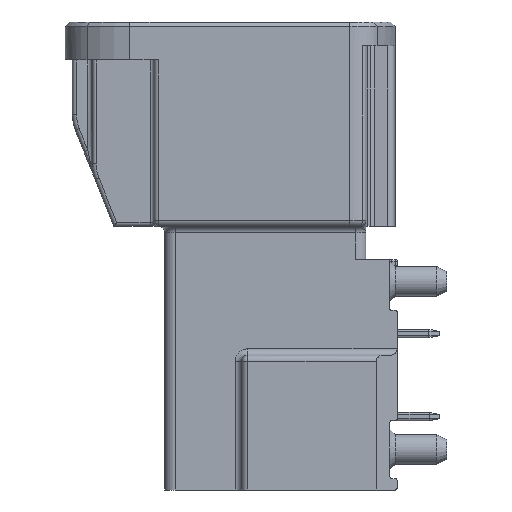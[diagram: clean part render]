
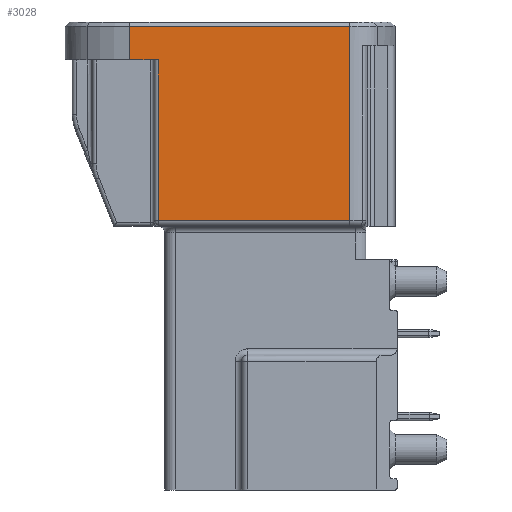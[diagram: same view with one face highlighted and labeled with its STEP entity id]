
A CAD part, left-side view. The second image highlights one B-rep face of the part: STEP entity #3028.
In plain terms, the highlighted planar face has unit normal (-1, 0, 0).
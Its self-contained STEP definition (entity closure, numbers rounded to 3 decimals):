
#2452=FACE_OUTER_BOUND('',#5308,.T.);
#3028=ADVANCED_FACE('',(#2452),#3545,.F.);
#3545=PLANE('',#10927);
#3920=LINE('',#15122,#4675);
#3922=LINE('',#15128,#4677);
#3923=LINE('',#15130,#4678);
#3924=LINE('',#15132,#4679);
#3925=LINE('',#15134,#4680);
#3926=LINE('',#15136,#4681);
#4675=VECTOR('',#12131,1.);
#4677=VECTOR('',#12137,1.);
#4678=VECTOR('',#12138,1.);
#4679=VECTOR('',#12139,1.);
#4680=VECTOR('',#12140,1.);
#4681=VECTOR('',#12141,1.);
#5308=EDGE_LOOP('',(#6107,#6108,#6109,#6110,#6111,#6112));
#6107=ORIENTED_EDGE('',*,*,#9414,.F.);
#6108=ORIENTED_EDGE('',*,*,#9415,.T.);
#6109=ORIENTED_EDGE('',*,*,#9416,.T.);
#6110=ORIENTED_EDGE('',*,*,#9417,.T.);
#6111=ORIENTED_EDGE('',*,*,#9418,.T.);
#6112=ORIENTED_EDGE('',*,*,#9411,.T.);
#8634=VERTEX_POINT('',#15121);
#8635=VERTEX_POINT('',#15123);
#8637=VERTEX_POINT('',#15129);
#8638=VERTEX_POINT('',#15131);
#8639=VERTEX_POINT('',#15133);
#8640=VERTEX_POINT('',#15135);
#9411=EDGE_CURVE('',#8635,#8634,#3920,.T.);
#9414=EDGE_CURVE('',#8637,#8634,#3922,.T.);
#9415=EDGE_CURVE('',#8637,#8638,#3923,.T.);
#9416=EDGE_CURVE('',#8638,#8639,#3924,.T.);
#9417=EDGE_CURVE('',#8639,#8640,#3925,.T.);
#9418=EDGE_CURVE('',#8640,#8635,#3926,.T.);
#10927=AXIS2_PLACEMENT_3D('',#15137,#12142,#12143);
#12131=DIRECTION('',(0.,0.,-1.));
#12137=DIRECTION('',(0.,1.,0.));
#12138=DIRECTION('',(0.,0.,-1.));
#12139=DIRECTION('',(0.,-1.,0.));
#12140=DIRECTION('',(0.,0.,1.));
#12141=DIRECTION('',(0.,1.,0.));
#12142=DIRECTION('',(1.,0.,0.));
#12143=DIRECTION('',(0.,0.,1.));
#15121=CARTESIAN_POINT('',(-61.441,21.796,3.895));
#15122=CARTESIAN_POINT('',(-61.441,21.796,5.725));
#15123=CARTESIAN_POINT('',(-61.441,21.796,5.525));
#15128=CARTESIAN_POINT('',(-61.441,20.605,3.895));
#15129=CARTESIAN_POINT('',(-61.441,20.405,3.895));
#15130=CARTESIAN_POINT('',(-61.441,20.405,5.725));
#15131=CARTESIAN_POINT('',(-61.441,20.405,-3.825));
#15132=CARTESIAN_POINT('',(-61.441,10.359,-3.825));
#15133=CARTESIAN_POINT('',(-61.441,11.186,-3.825));
#15134=CARTESIAN_POINT('',(-61.441,11.186,5.725));
#15135=CARTESIAN_POINT('',(-61.441,11.186,5.525));
#15136=CARTESIAN_POINT('',(-61.441,10.359,5.525));
#15137=CARTESIAN_POINT('',(-61.441,10.359,5.725));
